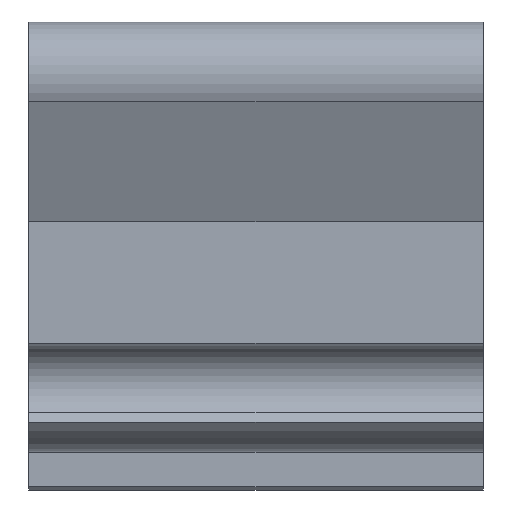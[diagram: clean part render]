
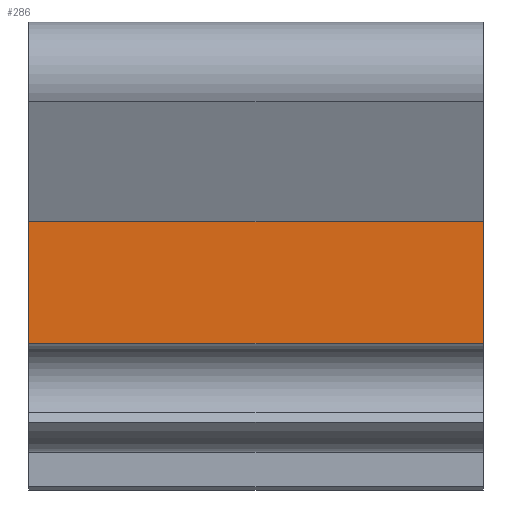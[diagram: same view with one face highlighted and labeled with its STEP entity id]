
A CAD part, front view. The second image highlights one B-rep face of the part: STEP entity #286.
In plain terms, the highlighted planar face has unit normal (0, -1, 0).
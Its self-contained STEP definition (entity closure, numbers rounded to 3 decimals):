
#38=FACE_OUTER_BOUND('',#54,.T.);
#54=EDGE_LOOP('',(#233,#234,#235,#236));
#71=LINE('',#424,#102);
#85=LINE('',#461,#116);
#86=LINE('',#464,#117);
#87=LINE('',#465,#118);
#102=VECTOR('',#339,10.);
#116=VECTOR('',#375,10.);
#117=VECTOR('',#378,10.);
#118=VECTOR('',#379,10.);
#133=VERTEX_POINT('',#421);
#134=VERTEX_POINT('',#423);
#146=VERTEX_POINT('',#459);
#147=VERTEX_POINT('',#463);
#161=EDGE_CURVE('',#133,#134,#71,.T.);
#180=EDGE_CURVE('',#133,#146,#85,.T.);
#181=EDGE_CURVE('',#147,#146,#86,.T.);
#182=EDGE_CURVE('',#134,#147,#87,.T.);
#233=ORIENTED_EDGE('',*,*,#180,.T.);
#234=ORIENTED_EDGE('',*,*,#181,.F.);
#235=ORIENTED_EDGE('',*,*,#182,.F.);
#236=ORIENTED_EDGE('',*,*,#161,.F.);
#272=PLANE('',#310);
#286=ADVANCED_FACE('',(#38),#272,.T.);
#310=AXIS2_PLACEMENT_3D('',#462,#376,#377);
#339=DIRECTION('',(0.,0.,1.));
#375=DIRECTION('',(1.,0.,0.));
#376=DIRECTION('center_axis',(0.,-1.,0.));
#377=DIRECTION('ref_axis',(0.,0.,-1.));
#378=DIRECTION('',(0.,0.,-1.));
#379=DIRECTION('',(1.,0.,0.));
#421=CARTESIAN_POINT('',(15.567,60.,10.125));
#423=CARTESIAN_POINT('',(15.567,60.,16.5));
#424=CARTESIAN_POINT('',(15.567,60.,10.125));
#459=CARTESIAN_POINT('',(39.433,60.,10.125));
#461=CARTESIAN_POINT('',(27.5,60.,10.125));
#462=CARTESIAN_POINT('Origin',(27.5,60.,16.5));
#463=CARTESIAN_POINT('',(39.433,60.,16.5));
#464=CARTESIAN_POINT('',(39.433,60.,10.125));
#465=CARTESIAN_POINT('',(27.5,60.,16.5));
